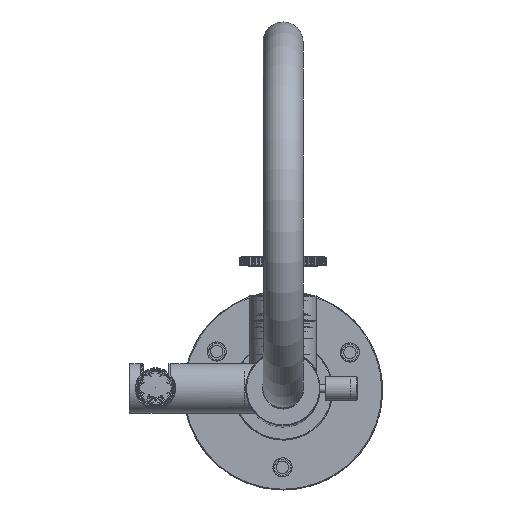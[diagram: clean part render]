
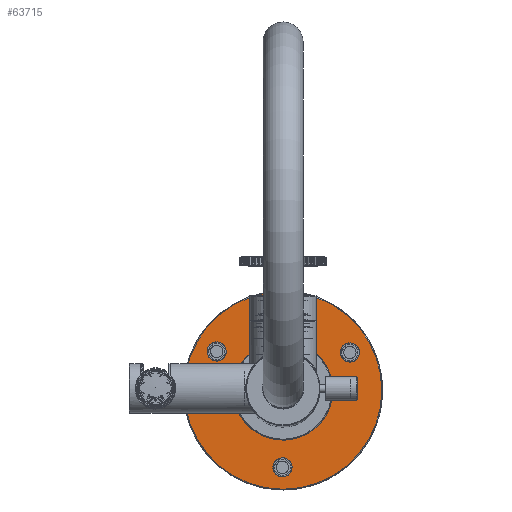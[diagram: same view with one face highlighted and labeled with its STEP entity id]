
A CAD part, top view. The second image highlights one B-rep face of the part: STEP entity #63715.
In plain terms, the highlighted planar face has unit normal (0, 0, 1).
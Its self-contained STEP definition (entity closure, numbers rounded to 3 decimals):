
#9606=ORIENTED_EDGE('',*,*,#24263,.T.);
#9607=ORIENTED_EDGE('',*,*,#24259,.T.);
#9608=ORIENTED_EDGE('',*,*,#24260,.T.);
#9609=ORIENTED_EDGE('',*,*,#24261,.T.);
#9610=ORIENTED_EDGE('',*,*,#24264,.T.);
#24259=EDGE_CURVE('',#31643,#31643,#36375,.F.);
#24260=EDGE_CURVE('',#31644,#31644,#36376,.F.);
#24261=EDGE_CURVE('',#31645,#31645,#36377,.F.);
#24263=EDGE_CURVE('',#31647,#31647,#36379,.T.);
#24264=EDGE_CURVE('',#31648,#31648,#36380,.F.);
#31643=VERTEX_POINT('',#85992);
#31644=VERTEX_POINT('',#85995);
#31645=VERTEX_POINT('',#85998);
#31647=VERTEX_POINT('',#86004);
#31648=VERTEX_POINT('',#86006);
#36375=CIRCLE('',#67242,6.25);
#36376=CIRCLE('',#67244,6.25);
#36377=CIRCLE('',#67246,6.25);
#36379=CIRCLE('',#67250,64.25);
#36380=CIRCLE('',#67251,31.6);
#39449=EDGE_LOOP('',(#9606));
#39450=EDGE_LOOP('',(#9607));
#39451=EDGE_LOOP('',(#9608));
#39452=EDGE_LOOP('',(#9609));
#39453=EDGE_LOOP('',(#9610));
#43539=FACE_BOUND('',#39449,.T.);
#43540=FACE_BOUND('',#39450,.T.);
#43541=FACE_BOUND('',#39451,.T.);
#43542=FACE_BOUND('',#39452,.T.);
#43543=FACE_BOUND('',#39453,.T.);
#47457=PLANE('',#67249);
#63715=ADVANCED_FACE('',(#43539,#43540,#43541,#43542,#43543),#47457,.T.);
#67242=AXIS2_PLACEMENT_3D('',#85991,#72831,#72832);
#67244=AXIS2_PLACEMENT_3D('',#85994,#72835,#72836);
#67246=AXIS2_PLACEMENT_3D('',#85997,#72839,#72840);
#67249=AXIS2_PLACEMENT_3D('',#86002,#72845,#72846);
#67250=AXIS2_PLACEMENT_3D('',#86003,#72847,#72848);
#67251=AXIS2_PLACEMENT_3D('',#86005,#72849,#72850);
#72831=DIRECTION('',(0.,0.,1.));
#72832=DIRECTION('',(0.588,-0.809,0.));
#72835=DIRECTION('',(0.,0.,1.));
#72836=DIRECTION('',(0.809,0.588,0.));
#72839=DIRECTION('',(0.,0.,1.));
#72840=DIRECTION('',(0.809,0.588,0.));
#72845=DIRECTION('',(0.,0.,1.));
#72846=DIRECTION('',(0.112,0.994,0.));
#72847=DIRECTION('',(0.,0.,1.));
#72848=DIRECTION('',(1.,0.,0.));
#72849=DIRECTION('',(0.,0.,1.));
#72850=DIRECTION('',(0.,-1.,0.));
#85991=CARTESIAN_POINT('',(-49.999,0.369,-805.8));
#85992=CARTESIAN_POINT('',(-46.325,-4.687,-805.8));
#85994=CARTESIAN_POINT('',(25.319,43.115,-805.8));
#85995=CARTESIAN_POINT('',(30.376,46.789,-805.8));
#85997=CARTESIAN_POINT('',(24.679,-43.485,-805.8));
#85998=CARTESIAN_POINT('',(29.736,-39.811,-805.8));
#86002=CARTESIAN_POINT('',(57.1,-71.587,-805.8));
#86003=CARTESIAN_POINT('',(0.,0.,-805.8));
#86004=CARTESIAN_POINT('',(64.25,0.,-805.8));
#86005=CARTESIAN_POINT('',(0.,0.,-805.8));
#86006=CARTESIAN_POINT('',(3.535,31.402,-805.8));
